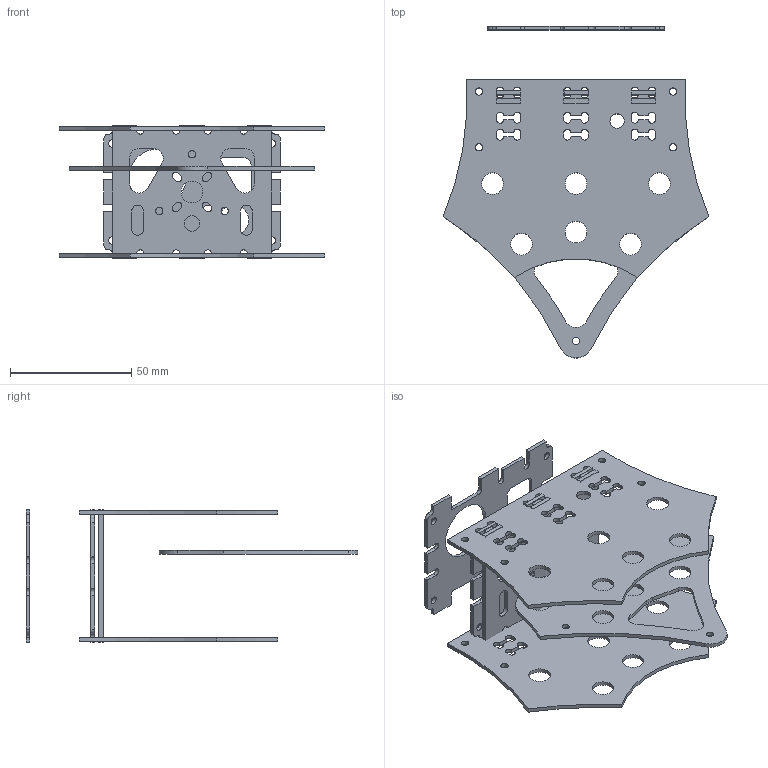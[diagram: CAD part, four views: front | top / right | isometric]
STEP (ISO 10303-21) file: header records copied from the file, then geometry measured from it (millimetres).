
FILE_DESCRIPTION(/* description */ (''),/* implementation_level */ '2;1');
FILE_NAME(/* name */ 'Anti Vibration Head V1.stp',/* time_stamp */ '2014-06-10T21:09:30-04:00',/* author */ (''),/* organization */ (''),/* preprocessor_version */ 'ST-DEVELOPER v11',/* originating_system */ 'SIEMENS PLM Software NX 7.5',/* authorisation */ '');
FILE_SCHEMA (('CONFIG_CONTROL_DESIGN'));
Length unit declared in the file: millimetre
Products named in the file (1): Gear4396z9wo
Bounding box: 109.74 x 137.03 x 54.8 mm (x, y, z)
Volume: 40025.8 mm3; surface area: 55989.5 mm2
Topology: 6 solids, 6 shells, 438 faces, 1288 edges, 862 vertices
Faces by surface type: cylinder 223, plane 215
Full cylindrical faces by diameter (mm): 3 x24, 5.309 x4, 6 x2, 6.35 x1, 9 x19, 12.37 x2, 23.66 x2
Entity records: 14766 total; most frequent: DIRECTION 2548, CARTESIAN_POINT 2515, ORIENTED_EDGE 2448, EDGE_CURVE 1224, AXIS2_PLACEMENT_3D 885, VERTEX_POINT 852, LINE 778, VECTOR 778
